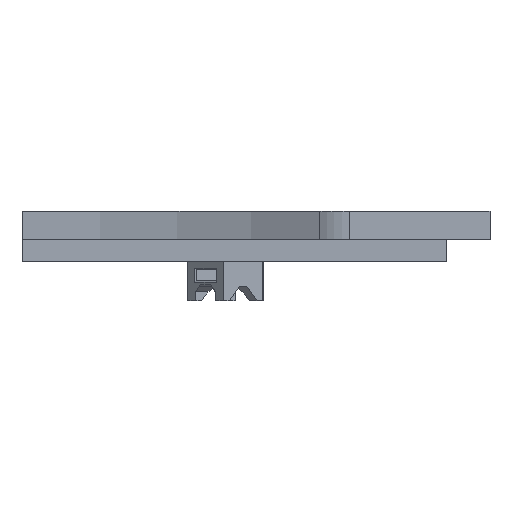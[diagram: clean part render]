
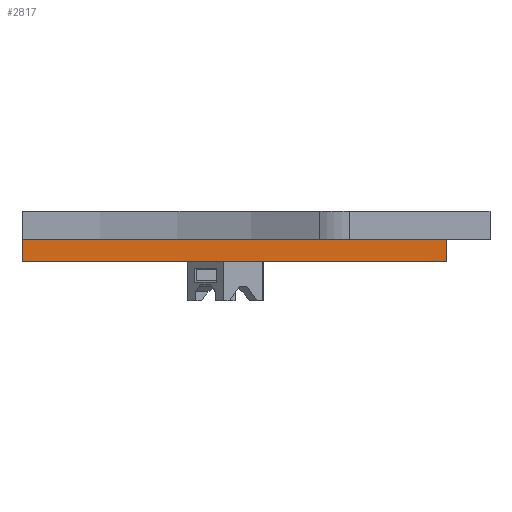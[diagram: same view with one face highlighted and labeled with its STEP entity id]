
A CAD part, front view. The second image highlights one B-rep face of the part: STEP entity #2817.
In plain terms, the highlighted planar face has unit normal (0, -1, 0).
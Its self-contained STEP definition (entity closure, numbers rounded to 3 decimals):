
#96=CARTESIAN_POINT('',(184.236,244.629,465.05));
#97=VERTEX_POINT('',#96);
#107=CARTESIAN_POINT('',(248.21,244.629,465.05));
#108=VERTEX_POINT('',#107);
#109=CARTESIAN_POINT('',(248.21,244.629,465.05));
#110=DIRECTION('',(-1.,-0.,0.));
#111=VECTOR('',#110,63.974);
#112=LINE('',#109,#111);
#113=EDGE_CURVE('',#108,#97,#112,.T.);
#124=CARTESIAN_POINT('',(251.16,244.629,465.05));
#125=VERTEX_POINT('',#124);
#133=CARTESIAN_POINT('',(259.981,244.629,465.05));
#134=VERTEX_POINT('',#133);
#135=CARTESIAN_POINT('',(259.981,244.629,465.05));
#136=DIRECTION('',(-1.,-0.,0.));
#137=VECTOR('',#136,8.821);
#138=LINE('',#135,#137);
#139=EDGE_CURVE('',#134,#125,#138,.T.);
#744=CARTESIAN_POINT('',(259.981,244.629,461.05));
#745=VERTEX_POINT('',#744);
#746=CARTESIAN_POINT('',(259.981,244.629,465.05));
#747=DIRECTION('',(-0.,-0.,-1.));
#748=VECTOR('',#747,4.);
#749=LINE('',#746,#748);
#750=EDGE_CURVE('',#134,#745,#749,.T.);
#897=CARTESIAN_POINT('',(184.232,244.629,461.05));
#898=VERTEX_POINT('',#897);
#899=CARTESIAN_POINT('',(184.232,244.629,461.05));
#900=DIRECTION('',(1.,0.,-0.));
#901=VECTOR('',#900,75.749);
#902=LINE('',#899,#901);
#903=EDGE_CURVE('',#898,#745,#902,.T.);
#2778=CARTESIAN_POINT('',(239.707,244.629,465.05));
#2779=DIRECTION('',(0.,-1.,-0.));
#2780=DIRECTION('',(-1.,-0.,0.));
#2781=AXIS2_PLACEMENT_3D('',#2778,#2779,#2780);
#2782=PLANE('',#2781);
#2783=CARTESIAN_POINT('',(184.232,244.629,470.05));
#2784=VERTEX_POINT('',#2783);
#2785=CARTESIAN_POINT('',(184.236,244.629,470.05));
#2786=VERTEX_POINT('',#2785);
#2787=CARTESIAN_POINT('',(184.232,244.629,470.05));
#2788=DIRECTION('',(1.,0.,-0.));
#2789=VECTOR('',#2788,0.005);
#2790=LINE('',#2787,#2789);
#2791=EDGE_CURVE('',#2784,#2786,#2790,.T.);
#2792=ORIENTED_EDGE('',*,*,#2791,.F.);
#2793=CARTESIAN_POINT('',(184.232,244.629,461.05));
#2794=DIRECTION('',(0.,0.,1.));
#2795=VECTOR('',#2794,9.);
#2796=LINE('',#2793,#2795);
#2797=EDGE_CURVE('',#898,#2784,#2796,.T.);
#2798=ORIENTED_EDGE('',*,*,#2797,.F.);
#2799=ORIENTED_EDGE('',*,*,#903,.T.);
#2800=ORIENTED_EDGE('',*,*,#750,.F.);
#2801=ORIENTED_EDGE('',*,*,#139,.T.);
#2802=CARTESIAN_POINT('',(251.16,244.629,465.05));
#2803=DIRECTION('',(-1.,-0.,0.));
#2804=VECTOR('',#2803,2.95);
#2805=LINE('',#2802,#2804);
#2806=EDGE_CURVE('',#125,#108,#2805,.T.);
#2807=ORIENTED_EDGE('',*,*,#2806,.T.);
#2808=ORIENTED_EDGE('',*,*,#113,.T.);
#2809=CARTESIAN_POINT('',(184.236,244.629,470.05));
#2810=DIRECTION('',(-0.,-0.,-1.));
#2811=VECTOR('',#2810,5.);
#2812=LINE('',#2809,#2811);
#2813=EDGE_CURVE('',#2786,#97,#2812,.T.);
#2814=ORIENTED_EDGE('',*,*,#2813,.F.);
#2815=EDGE_LOOP('',(#2792,#2798,#2799,#2800,#2801,#2807,#2808,#2814));
#2816=FACE_BOUND('',#2815,.T.);
#2817=ADVANCED_FACE('',(#2816),#2782,.T.);
